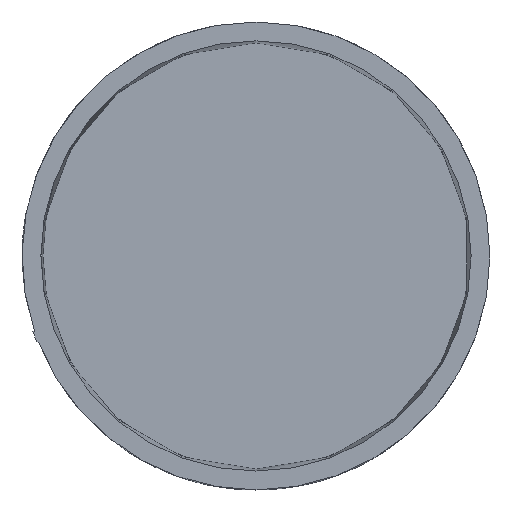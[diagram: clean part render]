
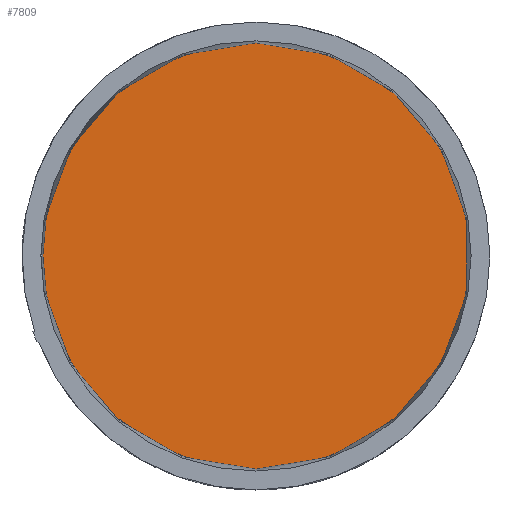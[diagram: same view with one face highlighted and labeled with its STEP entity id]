
A CAD part, front view. The second image highlights one B-rep face of the part: STEP entity #7809.
In plain terms, the highlighted planar face has unit normal (0, -1, 0).
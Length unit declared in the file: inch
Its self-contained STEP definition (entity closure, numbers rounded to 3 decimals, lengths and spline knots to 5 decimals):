
#544 = DIRECTION ( 'NONE',  ( 0., 0., -1. ) ) ;
#824 = PLANE ( 'NONE',  #6342 ) ;
#890 = CIRCLE ( 'NONE', #1690, 1.11174 ) ;
#996 = EDGE_CURVE ( 'NONE', #4944, #8726, #8840, .T. ) ;
#1360 = AXIS2_PLACEMENT_3D ( 'NONE', #8224, #3294, #2345 ) ;
#1690 = AXIS2_PLACEMENT_3D ( 'NONE', #4995, #10716, #10772 ) ;
#2196 = CARTESIAN_POINT ( 'NONE',  ( 0., -0.43307, 1.11174 ) ) ;
#2337 = CARTESIAN_POINT ( 'NONE',  ( 0., -0.43307, -1.11174 ) ) ;
#2345 = DIRECTION ( 'NONE',  ( 0., 0., -1. ) ) ;
#3294 = DIRECTION ( 'NONE',  ( 0., -1., 0. ) ) ;
#4944 = VERTEX_POINT ( 'NONE', #2337 ) ;
#4995 = CARTESIAN_POINT ( 'NONE',  ( 0., -0.43307, 0. ) ) ;
#5530 = ORIENTED_EDGE ( 'NONE', *, *, #996, .T. ) ;
#6342 = AXIS2_PLACEMENT_3D ( 'NONE', #6572, #10459, #544 ) ;
#6572 = CARTESIAN_POINT ( 'NONE',  ( -0.00325, -0.43307, 0.98369 ) ) ;
#6901 = EDGE_CURVE ( 'NONE', #8726, #4944, #890, .T. ) ;
#7809 = ADVANCED_FACE ( 'NONE', ( #11335 ), #824, .T. ) ;
#8224 = CARTESIAN_POINT ( 'NONE',  ( 0., -0.43307, 0. ) ) ;
#8726 = VERTEX_POINT ( 'NONE', #2196 ) ;
#8840 = CIRCLE ( 'NONE', #1360, 1.11174 ) ;
#9012 = ORIENTED_EDGE ( 'NONE', *, *, #6901, .T. ) ;
#10459 = DIRECTION ( 'NONE',  ( 0., -1., 0. ) ) ;
#10716 = DIRECTION ( 'NONE',  ( 0., -1., 0. ) ) ;
#10772 = DIRECTION ( 'NONE',  ( 0., 0., -1. ) ) ;
#11335 = FACE_OUTER_BOUND ( 'NONE', #12509, .T. ) ;
#12509 = EDGE_LOOP ( 'NONE', ( #5530, #9012 ) ) ;
